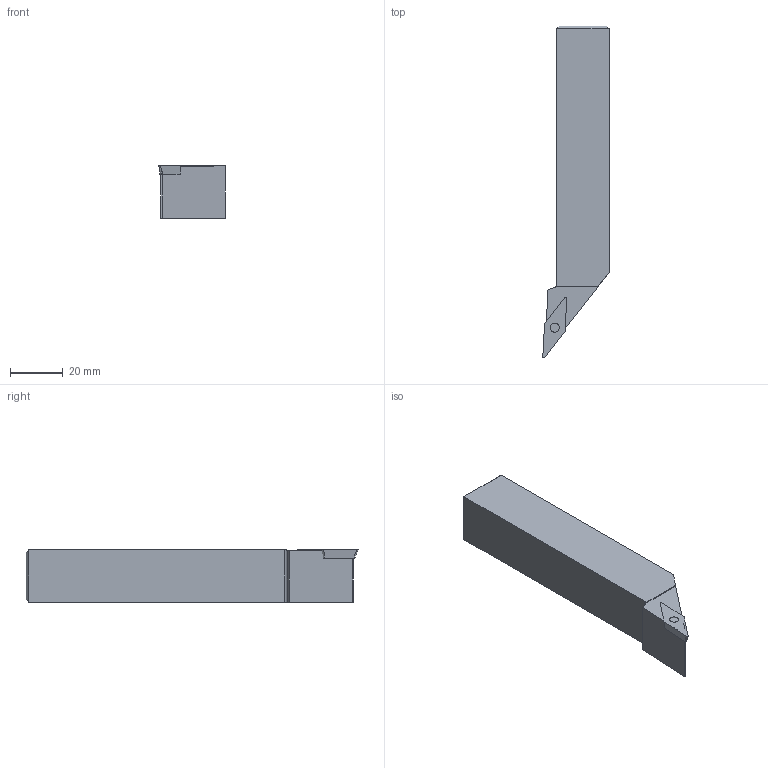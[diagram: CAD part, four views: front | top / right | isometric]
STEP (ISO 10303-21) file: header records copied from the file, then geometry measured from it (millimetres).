
FILE_DESCRIPTION(/* description */ (''),/* implementation_level */ '2;1');
FILE_NAME(/* name */ 'SVJCL2020K13_116009811ndi000_00_SIM.stp',/* time_stamp */ '2021-12-06T12:49:37+01:00',/* author */ (''),/* organization */ (''),/* preprocessor_version */ 'ST-DEVELOPER v16.7',/* originating_system */ 'SIEMENS PLM Software NX 12.0',/* authorisation */ '');
FILE_SCHEMA (('AUTOMOTIVE_DESIGN { 1 0 10303 214 3 1 1 1 }'));
Length unit declared in the file: millimetre
Products named in the file (1): fo3407980303okf4
Bounding box: 25.25 x 126.25 x 20 mm (x, y, z)
Volume: 44404.5 mm3; surface area: 10386.5 mm2
Topology: 2 solids, 2 shells, 27 faces, 63 edges, 41 vertices
Faces by surface type: plane 21, cylinder 4, extrusion 2
Full cylindrical faces by diameter (mm): 3.4 x1, 3.7 x1
Entity records: 795 total; most frequent: DIRECTION 131, CARTESIAN_POINT 128, ORIENTED_EDGE 120, EDGE_CURVE 60, VECTOR 49, LINE 47, AXIS2_PLACEMENT_3D 41, VERTEX_POINT 40
